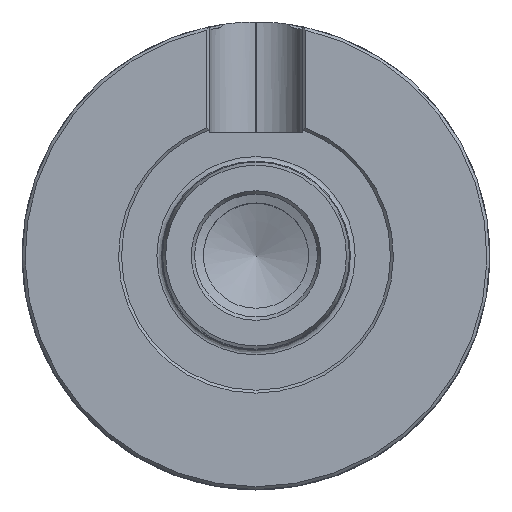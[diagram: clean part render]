
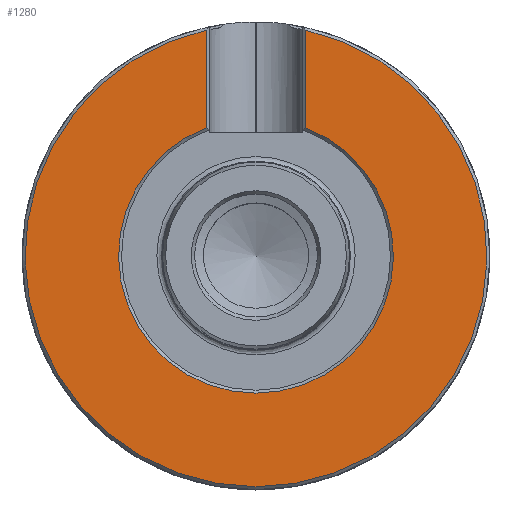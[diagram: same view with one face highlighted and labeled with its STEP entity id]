
A CAD part, top view. The second image highlights one B-rep face of the part: STEP entity #1280.
In plain terms, the highlighted face is planar.
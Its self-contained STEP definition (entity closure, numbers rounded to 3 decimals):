
#784=CIRCLE('',#7938,39.5);
#785=CIRCLE('',#7940,23.5);
#1280=ADVANCED_FACE('CU_VLE_LO_SU_1',(#1935),#1675,.T.);
#1675=PLANE('',#7941);
#1935=FACE_OUTER_BOUND('',#2351,.T.);
#2351=EDGE_LOOP('',(#3294,#3295,#3296,#3297));
#3294=ORIENTED_EDGE('',*,*,#5910,.F.);
#3295=ORIENTED_EDGE('',*,*,#5872,.T.);
#3296=ORIENTED_EDGE('',*,*,#5909,.T.);
#3297=ORIENTED_EDGE('',*,*,#5867,.T.);
#5086=VERTEX_POINT('',#14384);
#5087=VERTEX_POINT('',#14385);
#5090=VERTEX_POINT('',#14402);
#5091=VERTEX_POINT('',#14404);
#5867=EDGE_CURVE('',#5086,#5087,#6803,.T.);
#5872=EDGE_CURVE('',#5091,#5090,#6805,.T.);
#5909=EDGE_CURVE('',#5090,#5086,#784,.T.);
#5910=EDGE_CURVE('',#5091,#5087,#785,.T.);
#6803=LINE('',#14383,#7301);
#6805=LINE('',#14403,#7303);
#7301=VECTOR('',#9002,1.);
#7303=VECTOR('',#9006,1.);
#7938=AXIS2_PLACEMENT_3D('',#14514,#9095,#9096);
#7940=AXIS2_PLACEMENT_3D('',#14516,#9099,#9100);
#7941=AXIS2_PLACEMENT_3D('',#14517,#9101,#9102);
#9002=DIRECTION('',(0.,0.,-1.));
#9006=DIRECTION('',(0.,0.,1.));
#9095=DIRECTION('',(0.,1.,0.));
#9096=DIRECTION('',(-1.,0.,0.));
#9099=DIRECTION('',(0.,1.,0.));
#9100=DIRECTION('',(-1.,0.,0.));
#9101=DIRECTION('',(0.,1.,0.));
#9102=DIRECTION('',(-1.,0.,0.));
#14383=CARTESIAN_POINT('',(-8.511,0.,23.5));
#14384=CARTESIAN_POINT('',(-8.511,0.,38.572));
#14385=CARTESIAN_POINT('',(-8.511,0.,21.905));
#14402=CARTESIAN_POINT('',(8.511,0.,38.572));
#14403=CARTESIAN_POINT('',(8.511,0.,23.5));
#14404=CARTESIAN_POINT('',(8.511,0.,21.905));
#14514=CARTESIAN_POINT('',(0.,0.,0.));
#14516=CARTESIAN_POINT('',(0.,0.,0.));
#14517=CARTESIAN_POINT('',(0.,0.,23.5));
